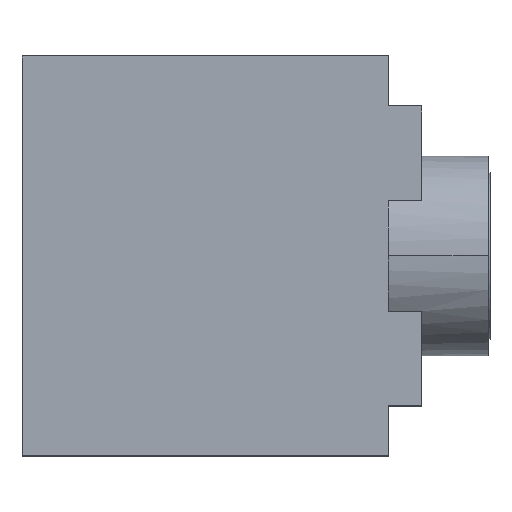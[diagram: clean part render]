
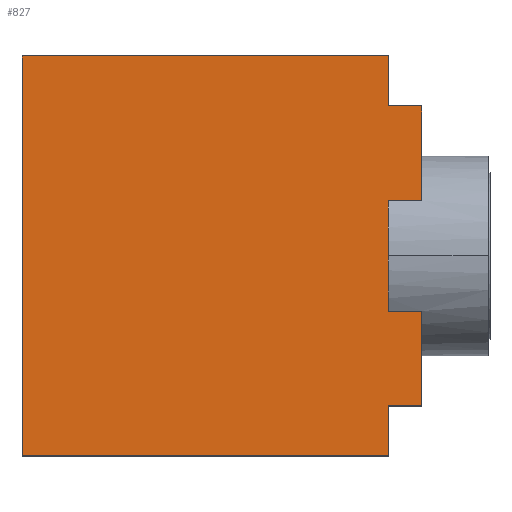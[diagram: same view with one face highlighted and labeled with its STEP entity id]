
A CAD part, top view. The second image highlights one B-rep face of the part: STEP entity #827.
In plain terms, the highlighted planar face has unit normal (0, 0, 1).
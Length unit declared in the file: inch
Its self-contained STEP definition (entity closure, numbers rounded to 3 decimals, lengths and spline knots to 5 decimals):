
#21 = CARTESIAN_POINT ( 'NONE',  ( 0.33407, 0.06529, 0.09843 ) ) ;
#51 = LINE ( 'NONE', #2334, #481 ) ;
#66 = LINE ( 'NONE', #1887, #1618 ) ;
#97 = VERTEX_POINT ( 'NONE', #3318 ) ;
#107 = EDGE_CURVE ( 'NONE', #2472, #1796, #1493, .T. ) ;
#116 = DIRECTION ( 'NONE',  ( 0., -1., 0. ) ) ;
#146 = ORIENTED_EDGE ( 'NONE', *, *, #886, .F. ) ;
#152 = LINE ( 'NONE', #2748, #1078 ) ;
#212 = CARTESIAN_POINT ( 'NONE',  ( -0.11811, -0.17717, 0.09843 ) ) ;
#287 = ORIENTED_EDGE ( 'NONE', *, *, #1519, .T. ) ;
#411 = EDGE_CURVE ( 'NONE', #2147, #97, #66, .T. ) ;
#435 = EDGE_CURVE ( 'NONE', #2535, #2054, #3275, .T. ) ;
#449 = CARTESIAN_POINT ( 'NONE',  ( -0.11811, -0.06529, 0.09843 ) ) ;
#481 = VECTOR ( 'NONE', #2098, 39.37008 ) ;
#551 = LINE ( 'NONE', #21, #1743 ) ;
#562 = DIRECTION ( 'NONE',  ( 0., -1., 0. ) ) ;
#575 = LINE ( 'NONE', #2642, #3373 ) ;
#585 = DIRECTION ( 'NONE',  ( 0., -1., 0. ) ) ;
#604 = CARTESIAN_POINT ( 'NONE',  ( -0.07874, -0.06529, 0.09843 ) ) ;
#610 = CARTESIAN_POINT ( 'NONE',  ( -0.11811, 0.23622, 0.09843 ) ) ;
#635 = CARTESIAN_POINT ( 'NONE',  ( 0.33407, -0.06529, 0.09843 ) ) ;
#704 = CARTESIAN_POINT ( 'NONE',  ( -0.11811, 0.23622, 0.09843 ) ) ;
#787 = LINE ( 'NONE', #3215, #3154 ) ;
#805 = EDGE_CURVE ( 'NONE', #1169, #2147, #152, .T. ) ;
#827 = ADVANCED_FACE ( 'NONE', ( #2764 ), #1955, .F. ) ;
#886 = EDGE_CURVE ( 'NONE', #1169, #2068, #51, .T. ) ;
#893 = ORIENTED_EDGE ( 'NONE', *, *, #3015, .F. ) ;
#906 = DIRECTION ( 'NONE',  ( -1., 0., 0. ) ) ;
#912 = CARTESIAN_POINT ( 'NONE',  ( -0.07874, -0.17717, 0.09843 ) ) ;
#932 = DIRECTION ( 'NONE',  ( 0., -1., 0. ) ) ;
#948 = VECTOR ( 'NONE', #116, 39.37008 ) ;
#1002 = DIRECTION ( 'NONE',  ( 0., -1., 0. ) ) ;
#1059 = VERTEX_POINT ( 'NONE', #1925 ) ;
#1078 = VECTOR ( 'NONE', #932, 39.37008 ) ;
#1092 = AXIS2_PLACEMENT_3D ( 'NONE', #1686, #2716, #3278 ) ;
#1093 = LINE ( 'NONE', #610, #1431 ) ;
#1122 = EDGE_CURVE ( 'NONE', #1059, #1631, #2240, .T. ) ;
#1169 = VERTEX_POINT ( 'NONE', #3312 ) ;
#1192 = VECTOR ( 'NONE', #3011, 39.37008 ) ;
#1206 = VECTOR ( 'NONE', #906, 39.37008 ) ;
#1251 = CARTESIAN_POINT ( 'NONE',  ( -0.11811, 0.23622, 0.09843 ) ) ;
#1253 = VERTEX_POINT ( 'NONE', #2613 ) ;
#1303 = CARTESIAN_POINT ( 'NONE',  ( -0.11811, 0.17717, 0.09843 ) ) ;
#1425 = ORIENTED_EDGE ( 'NONE', *, *, #411, .T. ) ;
#1430 = ORIENTED_EDGE ( 'NONE', *, *, #2751, .F. ) ;
#1431 = VECTOR ( 'NONE', #562, 39.37008 ) ;
#1493 = LINE ( 'NONE', #2549, #2839 ) ;
#1508 = VERTEX_POINT ( 'NONE', #604 ) ;
#1519 = EDGE_CURVE ( 'NONE', #1508, #1631, #2736, .T. ) ;
#1618 = VECTOR ( 'NONE', #2453, 39.37008 ) ;
#1631 = VERTEX_POINT ( 'NONE', #449 ) ;
#1656 = CARTESIAN_POINT ( 'NONE',  ( -0.07874, -0.17717, 0.09843 ) ) ;
#1686 = CARTESIAN_POINT ( 'NONE',  ( -0.11811, 0.23622, 0.09843 ) ) ;
#1698 = CARTESIAN_POINT ( 'NONE',  ( -0.11811, 0.23622, 0.09843 ) ) ;
#1711 = EDGE_CURVE ( 'NONE', #1059, #1253, #551, .T. ) ;
#1743 = VECTOR ( 'NONE', #2430, 39.37008 ) ;
#1796 = VERTEX_POINT ( 'NONE', #1303 ) ;
#1833 = ORIENTED_EDGE ( 'NONE', *, *, #1711, .T. ) ;
#1854 = ORIENTED_EDGE ( 'NONE', *, *, #2885, .F. ) ;
#1887 = CARTESIAN_POINT ( 'NONE',  ( -0.11811, -0.23622, 0.09843 ) ) ;
#1925 = CARTESIAN_POINT ( 'NONE',  ( -0.11811, 0.06529, 0.09843 ) ) ;
#1935 = LINE ( 'NONE', #1698, #948 ) ;
#1955 = PLANE ( 'NONE',  #1092 ) ;
#1962 = ORIENTED_EDGE ( 'NONE', *, *, #1122, .F. ) ;
#2054 = VERTEX_POINT ( 'NONE', #212 ) ;
#2068 = VERTEX_POINT ( 'NONE', #1251 ) ;
#2070 = ORIENTED_EDGE ( 'NONE', *, *, #3225, .F. ) ;
#2098 = DIRECTION ( 'NONE',  ( 1., 0., 0. ) ) ;
#2147 = VERTEX_POINT ( 'NONE', #3357 ) ;
#2240 = LINE ( 'NONE', #704, #2409 ) ;
#2280 = DIRECTION ( 'NONE',  ( -1., 0., 0. ) ) ;
#2328 = ORIENTED_EDGE ( 'NONE', *, *, #435, .F. ) ;
#2334 = CARTESIAN_POINT ( 'NONE',  ( -0.11811, 0.23622, 0.09843 ) ) ;
#2336 = CARTESIAN_POINT ( 'NONE',  ( -0.07874, 0.17717, 0.09843 ) ) ;
#2409 = VECTOR ( 'NONE', #1002, 39.37008 ) ;
#2430 = DIRECTION ( 'NONE',  ( 1., 0., 0. ) ) ;
#2453 = DIRECTION ( 'NONE',  ( 1., 0., 0. ) ) ;
#2472 = VERTEX_POINT ( 'NONE', #2336 ) ;
#2535 = VERTEX_POINT ( 'NONE', #1656 ) ;
#2549 = CARTESIAN_POINT ( 'NONE',  ( -0.07874, 0.17717, 0.09843 ) ) ;
#2613 = CARTESIAN_POINT ( 'NONE',  ( -0.07874, 0.06529, 0.09843 ) ) ;
#2637 = EDGE_LOOP ( 'NONE', ( #3084, #1425, #1854, #2328, #893, #287, #1962, #1833, #2070, #3353, #1430, #146 ) ) ;
#2642 = CARTESIAN_POINT ( 'NONE',  ( -0.07874, 0.17717, 0.09843 ) ) ;
#2690 = DIRECTION ( 'NONE',  ( 0., -1., 0. ) ) ;
#2716 = DIRECTION ( 'NONE',  ( 0., 0., -1. ) ) ;
#2736 = LINE ( 'NONE', #635, #1206 ) ;
#2748 = CARTESIAN_POINT ( 'NONE',  ( -0.55118, 0.23622, 0.09843 ) ) ;
#2751 = EDGE_CURVE ( 'NONE', #2068, #1796, #1093, .T. ) ;
#2764 = FACE_OUTER_BOUND ( 'NONE', #2637, .T. ) ;
#2839 = VECTOR ( 'NONE', #2280, 39.37008 ) ;
#2885 = EDGE_CURVE ( 'NONE', #2054, #97, #1935, .T. ) ;
#3011 = DIRECTION ( 'NONE',  ( -1., 0., 0. ) ) ;
#3015 = EDGE_CURVE ( 'NONE', #1508, #2535, #575, .T. ) ;
#3084 = ORIENTED_EDGE ( 'NONE', *, *, #805, .T. ) ;
#3154 = VECTOR ( 'NONE', #585, 39.37008 ) ;
#3215 = CARTESIAN_POINT ( 'NONE',  ( -0.07874, 0.17717, 0.09843 ) ) ;
#3225 = EDGE_CURVE ( 'NONE', #2472, #1253, #787, .T. ) ;
#3275 = LINE ( 'NONE', #912, #1192 ) ;
#3278 = DIRECTION ( 'NONE',  ( -1., 0., 0. ) ) ;
#3312 = CARTESIAN_POINT ( 'NONE',  ( -0.55118, 0.23622, 0.09843 ) ) ;
#3318 = CARTESIAN_POINT ( 'NONE',  ( -0.11811, -0.23622, 0.09843 ) ) ;
#3353 = ORIENTED_EDGE ( 'NONE', *, *, #107, .T. ) ;
#3357 = CARTESIAN_POINT ( 'NONE',  ( -0.55118, -0.23622, 0.09843 ) ) ;
#3373 = VECTOR ( 'NONE', #2690, 39.37008 ) ;
